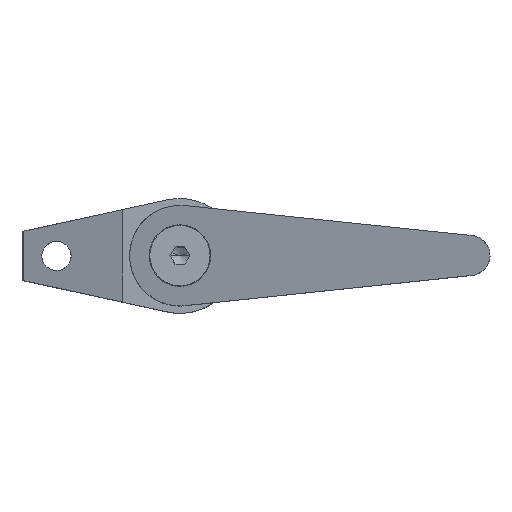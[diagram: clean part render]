
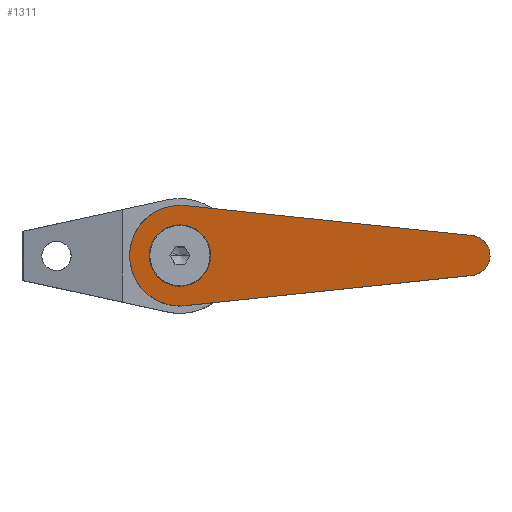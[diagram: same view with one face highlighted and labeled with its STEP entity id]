
A CAD part, top view. The second image highlights one B-rep face of the part: STEP entity #1311.
In plain terms, the highlighted planar face has unit normal (-0.255, 0, 0.967).
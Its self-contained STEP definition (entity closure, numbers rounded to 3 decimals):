
#623=VERTEX_POINT('',#1788);
#801=VERTEX_POINT('',#1989);
#819=VERTEX_POINT('',#2009);
#827=VERTEX_POINT('',#2017);
#859=VERTEX_POINT('',#2051);
#891=VERTEX_POINT('',#2089);
#921=EDGE_CURVE('',#801,#819,#2121,.T.);
#1001=VERTEX_POINT('',#2206);
#1071=VERTEX_POINT('',#2281);
#1079=VERTEX_POINT('',#2290);
#1099=EDGE_CURVE('',#1579,#827,#2313,.T.);
#1125=EDGE_CURVE('',#1071,#859,#2339,.T.);
#1281=EDGE_CURVE('',#1527,#1071,#2513,.T.);
#1291=EDGE_CURVE('',#1527,#1001,#2523,.T.);
#1311=ADVANCED_FACE('',(#2544,#2545),#2546,.F.);
#1323=EDGE_CURVE('',#891,#623,#2561,.T.);
#1341=VERTEX_POINT('',#2581);
#1347=EDGE_CURVE('',#827,#1341,#2587,.T.);
#1413=VERTEX_POINT('',#2663);
#1527=VERTEX_POINT('',#2791);
#1579=VERTEX_POINT('',#2848);
#1583=EDGE_CURVE('',#1079,#819,#2852,.T.);
#1593=EDGE_CURVE('',#623,#891,#2863,.T.);
#1611=EDGE_CURVE('',#859,#1413,#2884,.T.);
#1613=EDGE_CURVE('',#1579,#1079,#2886,.T.);
#1629=EDGE_CURVE('',#1413,#801,#2905,.T.);
#1699=EDGE_CURVE('',#1001,#1341,#2986,.T.);
#1788=CARTESIAN_POINT('',(10.71,0.,178.237));
#1989=CARTESIAN_POINT('',(1.819,17.405,175.893));
#2009=CARTESIAN_POINT('',(-0.168,17.499,175.369));
#2017=CARTESIAN_POINT('',(-1.819,-17.405,174.934));
#2051=CARTESIAN_POINT('',(101.728,-6.962,202.23));
#2089=CARTESIAN_POINT('',(-10.71,0.,172.59));
#2121=ELLIPSE('',#3603,18.098,17.5);
#2206=CARTESIAN_POINT('',(-0.176,-17.5,175.367));
#2281=CARTESIAN_POINT('',(1.819,-17.405,175.893));
#2290=CARTESIAN_POINT('',(-0.176,17.5,175.367));
#2313=ELLIPSE('',#3887,18.098,17.5);
#2339=LINE('',#3942,#3943);
#2513=ELLIPSE('',#4179,18.098,17.5);
#2523=LINE('',#4203,#4204);
#2544=FACE_BOUND('',#4227,.T.);
#2545=FACE_OUTER_BOUND('',#4228,.T.);
#2546=PLANE('',#4229);
#2561=ELLIPSE('',#4246,11.076,10.71);
#2581=CARTESIAN_POINT('',(-0.176,-17.499,175.367));
#2587=ELLIPSE('',#4278,18.098,17.5);
#2663=CARTESIAN_POINT('',(101.728,6.962,202.23));
#2791=CARTESIAN_POINT('',(-0.168,-17.499,175.369));
#2848=CARTESIAN_POINT('',(-0.176,17.499,175.367));
#2852=LINE('',#4694,#4695);
#2863=ELLIPSE('',#4709,11.076,10.71);
#2884=ELLIPSE('',#4736,7.239,7.0);
#2886=LINE('',#4739,#4740);
#2905=LINE('',#4765,#4766);
#2986=LINE('',#4880,#4881);
#3603=AXIS2_PLACEMENT_3D('',#5338,#5339,#5340);
#3887=AXIS2_PLACEMENT_3D('',#5550,#5551,#5552);
#3942=CARTESIAN_POINT('',(103.02,-6.827,202.571));
#3943=VECTOR('',#5557,1.0);
#4179=AXIS2_PLACEMENT_3D('',#5759,#5760,#5761);
#4203=CARTESIAN_POINT('',(101.773,-6.622,202.242));
#4204=VECTOR('',#5766,1.0);
#4227=EDGE_LOOP('',(#5780,#5781));
#4228=EDGE_LOOP('',(#5782,#5783,#5784,#5785,#5786,#5787,#5788,#5789,#5790,#5791,#5792));
#4229=AXIS2_PLACEMENT_3D('',#5793,#5794,#5795);
#4246=AXIS2_PLACEMENT_3D('',#5815,#5816,#5817);
#4278=AXIS2_PLACEMENT_3D('',#5843,#5844,#5845);
#4694=CARTESIAN_POINT('',(-0.176,17.5,175.367));
#4695=VECTOR('',#6176,1.0);
#4709=AXIS2_PLACEMENT_3D('',#6186,#6187,#6188);
#4736=AXIS2_PLACEMENT_3D('',#6224,#6225,#6226);
#4739=CARTESIAN_POINT('',(-0.176,-17.5,175.367));
#4740=VECTOR('',#6227,1.0);
#4765=CARTESIAN_POINT('',(56.279,11.713,190.249));
#4766=VECTOR('',#6257,1.0);
#4880=CARTESIAN_POINT('',(-0.176,-17.5,175.367));
#4881=VECTOR('',#6375,1.0);
#5338=CARTESIAN_POINT('',(0.,0.0,175.413));
#5339=DIRECTION('',(-0.255,0.,0.967));
#5340=DIRECTION('',(0.967,0.,0.255));
#5550=CARTESIAN_POINT('',(0.,0.0,175.413));
#5551=DIRECTION('',(-0.255,0.,0.967));
#5552=DIRECTION('',(0.967,0.,0.255));
#5557=DIRECTION('',(0.962,0.101,0.254));
#5759=CARTESIAN_POINT('',(0.,0.0,175.413));
#5760=DIRECTION('',(-0.255,0.,0.967));
#5761=DIRECTION('',(0.967,0.,0.255));
#5766=DIRECTION('',(-0.962,-0.103,-0.254));
#5780=ORIENTED_EDGE('',*,*,#1323,.T.);
#5781=ORIENTED_EDGE('',*,*,#1593,.T.);
#5782=ORIENTED_EDGE('',*,*,#1099,.T.);
#5783=ORIENTED_EDGE('',*,*,#1347,.T.);
#5784=ORIENTED_EDGE('',*,*,#1699,.F.);
#5785=ORIENTED_EDGE('',*,*,#1291,.F.);
#5786=ORIENTED_EDGE('',*,*,#1281,.T.);
#5787=ORIENTED_EDGE('',*,*,#1125,.T.);
#5788=ORIENTED_EDGE('',*,*,#1611,.T.);
#5789=ORIENTED_EDGE('',*,*,#1629,.T.);
#5790=ORIENTED_EDGE('',*,*,#921,.T.);
#5791=ORIENTED_EDGE('',*,*,#1583,.F.);
#5792=ORIENTED_EDGE('',*,*,#1613,.F.);
#5793=CARTESIAN_POINT('',(48.087,0.,188.09));
#5794=DIRECTION('',(0.255,0.,-0.967));
#5795=DIRECTION('',(0.246,0.967,0.065));
#5815=CARTESIAN_POINT('',(0.,0.,175.413));
#5816=DIRECTION('',(0.255,0.,-0.967));
#5817=DIRECTION('',(0.967,0.,0.255));
#5843=CARTESIAN_POINT('',(0.,0.0,175.413));
#5844=DIRECTION('',(-0.255,0.,0.967));
#5845=DIRECTION('',(0.967,0.,0.255));
#6176=DIRECTION('',(0.962,-0.103,0.254));
#6186=CARTESIAN_POINT('',(0.,0.,175.413));
#6187=DIRECTION('',(0.255,0.,-0.967));
#6188=DIRECTION('',(0.967,0.,0.255));
#6224=CARTESIAN_POINT('',(101.0,0.0,202.038));
#6225=DIRECTION('',(-0.255,0.,0.967));
#6226=DIRECTION('',(0.967,0.,0.255));
#6227=DIRECTION('',(0.,1.0,0.));
#6257=DIRECTION('',(-0.962,0.101,-0.254));
#6375=DIRECTION('',(0.,1.0,0.));
